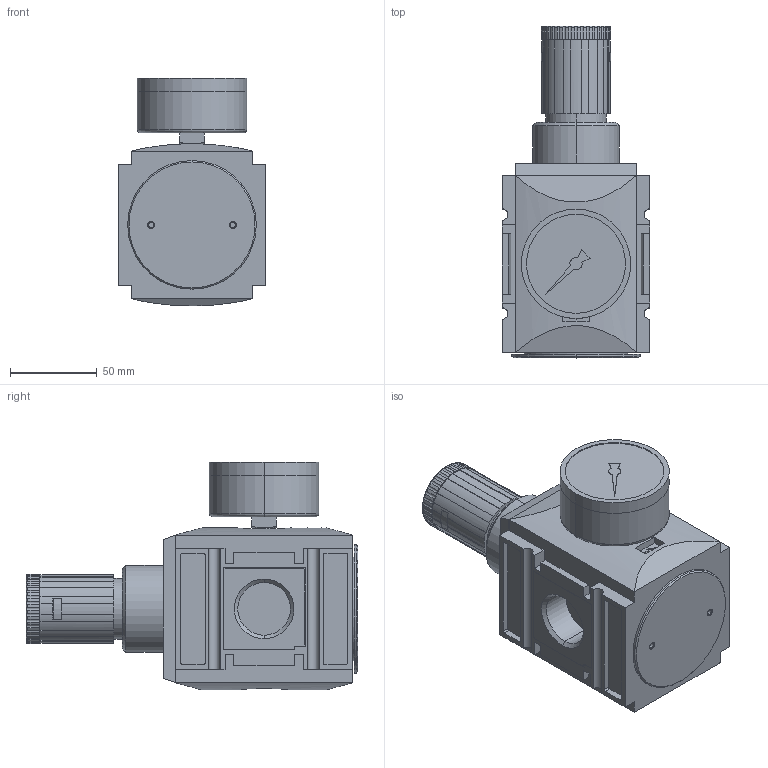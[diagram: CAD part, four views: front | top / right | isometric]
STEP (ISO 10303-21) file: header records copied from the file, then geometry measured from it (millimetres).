
FILE_DESCRIPTION (( 'STEP AP214' ), '1' );
FILE_NAME ('KN-KREG401_8_G.STEP', '2018-08-30T12:08:20', ( '' ), ( '' ), 'SwSTEP 2.0', 'SolidWorks 2018', '' );
FILE_SCHEMA (( 'AUTOMOTIVE_DESIGN' ));
Length unit declared in the file: millimetre
Products named in the file (1): KN-KREG401_8_G
Bounding box: 85 x 191 x 131.14 mm (x, y, z)
Volume: 954691.5 mm3; surface area: 97001.2 mm2
Topology: 3 solids, 3 shells, 521 faces, 1349 edges, 874 vertices
Faces by surface type: plane 267, cylinder 188, torus 42, cone 24
Entity records: 22742 total; most frequent: CARTESIAN_POINT 4049, DIRECTION 2727, ORIENTED_EDGE 2698, EDGE_CURVE 1349, AXIS2_PLACEMENT_3D 986, VERTEX_POINT 874, LINE 755, VECTOR 755
